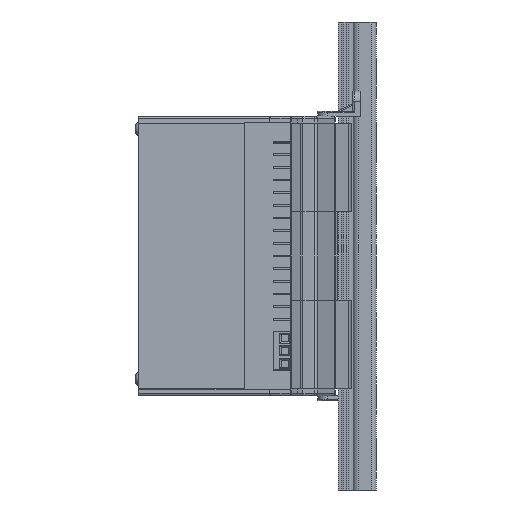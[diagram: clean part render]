
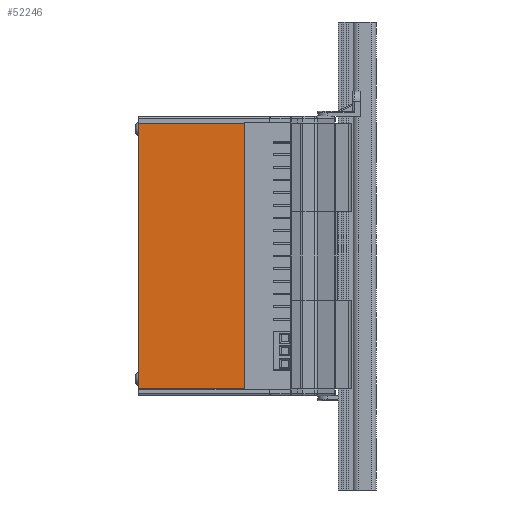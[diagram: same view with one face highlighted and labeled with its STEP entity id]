
A CAD part, left-side view. The second image highlights one B-rep face of the part: STEP entity #52246.
In plain terms, the highlighted planar face has unit normal (-1, 0, 0.002).
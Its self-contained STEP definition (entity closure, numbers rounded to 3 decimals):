
#676 = DIRECTION ( 'NONE',  ( 0., -1., 0. ) ) ;
#983 = DIRECTION ( 'NONE',  ( 0., -1., 0. ) ) ;
#3237 = AXIS2_PLACEMENT_3D ( 'NONE', #32412, #40017, #15244 ) ;
#4503 = CARTESIAN_POINT ( 'NONE',  ( -34.75, 31., -107. ) ) ;
#6143 = VECTOR ( 'NONE', #676, 1000. ) ;
#7447 = EDGE_CURVE ( 'NONE', #30147, #30820, #10658, .T. ) ;
#8800 = CARTESIAN_POINT ( 'NONE',  ( -34.75, 31., 0. ) ) ;
#9857 = EDGE_LOOP ( 'NONE', ( #24228, #19910, #18637, #20968 ) ) ;
#10658 = LINE ( 'NONE', #4503, #6143 ) ;
#11063 = PLANE ( 'NONE',  #3237 ) ;
#12316 = VECTOR ( 'NONE', #14862, 1000. ) ;
#14862 = DIRECTION ( 'NONE',  ( 0., 0., 1. ) ) ;
#15244 = DIRECTION ( 'NONE',  ( 0., 0., 1. ) ) ;
#18637 = ORIENTED_EDGE ( 'NONE', *, *, #7447, .T. ) ;
#19910 = ORIENTED_EDGE ( 'NONE', *, *, #36558, .F. ) ;
#20968 = ORIENTED_EDGE ( 'NONE', *, *, #43514, .T. ) ;
#21421 = VERTEX_POINT ( 'NONE', #41990 ) ;
#22766 = DIRECTION ( 'NONE',  ( 0., 0., 1. ) ) ;
#23280 = LINE ( 'NONE', #40181, #12316 ) ;
#23305 = LINE ( 'NONE', #8800, #38237 ) ;
#24228 = ORIENTED_EDGE ( 'NONE', *, *, #49292, .F. ) ;
#24389 = CARTESIAN_POINT ( 'NONE',  ( -34.75, 31., 0. ) ) ;
#27585 = CARTESIAN_POINT ( 'NONE',  ( -34.75, -31., -107. ) ) ;
#29435 = LINE ( 'NONE', #30742, #48912 ) ;
#29483 = CARTESIAN_POINT ( 'NONE',  ( -34.75, 31., -107. ) ) ;
#30147 = VERTEX_POINT ( 'NONE', #29483 ) ;
#30742 = CARTESIAN_POINT ( 'NONE',  ( -34.75, -31., -107. ) ) ;
#30820 = VERTEX_POINT ( 'NONE', #27585 ) ;
#32412 = CARTESIAN_POINT ( 'NONE',  ( -34.75, 31., -107. ) ) ;
#33439 = VERTEX_POINT ( 'NONE', #24389 ) ;
#36558 = EDGE_CURVE ( 'NONE', #30147, #33439, #23280, .T. ) ;
#38237 = VECTOR ( 'NONE', #983, 1000. ) ;
#39523 = FACE_OUTER_BOUND ( 'NONE', #9857, .T. ) ;
#40017 = DIRECTION ( 'NONE',  ( -1., 0., 0. ) ) ;
#40181 = CARTESIAN_POINT ( 'NONE',  ( -34.75, 31., -107. ) ) ;
#41990 = CARTESIAN_POINT ( 'NONE',  ( -34.75, -31., 0. ) ) ;
#43514 = EDGE_CURVE ( 'NONE', #30820, #21421, #29435, .T. ) ;
#48912 = VECTOR ( 'NONE', #22766, 1000. ) ;
#49292 = EDGE_CURVE ( 'NONE', #33439, #21421, #23305, .T. ) ;
#52246 = ADVANCED_FACE ( 'NONE', ( #39523 ), #11063, .T. ) ;
